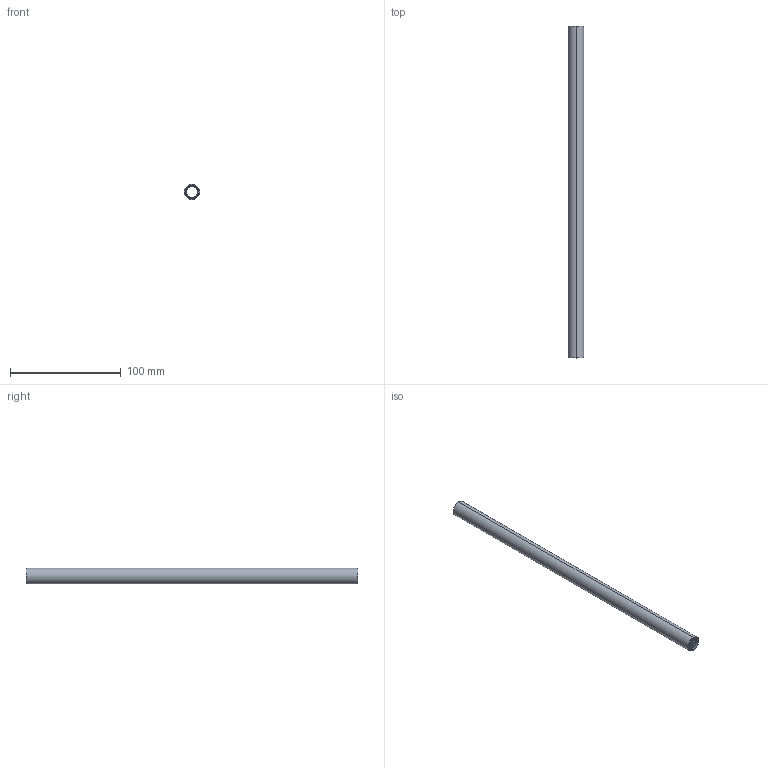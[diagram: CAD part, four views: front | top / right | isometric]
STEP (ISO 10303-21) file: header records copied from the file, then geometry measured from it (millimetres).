
FILE_DESCRIPTION (( 'STEP AP203' ), '1' );
FILE_NAME ('4101-1014-0300.STEP', '2018-08-23T22:20:01', ( '' ), ( '' ), 'SwSTEP 2.0', 'SolidWorks 2016', '' );
FILE_SCHEMA (( 'CONFIG_CONTROL_DESIGN' ));
Length unit declared in the file: millimetre
Products named in the file (1): 4101-1014-0300
Bounding box: 13.95 x 300 x 13.95 mm (x, y, z)
Volume: 21785.9 mm3; surface area: 23342.1 mm2
Topology: 1 solids, 1 shells, 84 faces, 240 edges, 160 vertices
Faces by surface type: cylinder 74, plane 6, bspline 4
Entity records: 5441 total; most frequent: CARTESIAN_POINT 3577, ORIENTED_EDGE 480, DIRECTION 282, EDGE_CURVE 240, VERTEX_POINT 160, AXIS2_PLACEMENT_3D 105, EDGE_LOOP 88, ADVANCED_FACE 84
